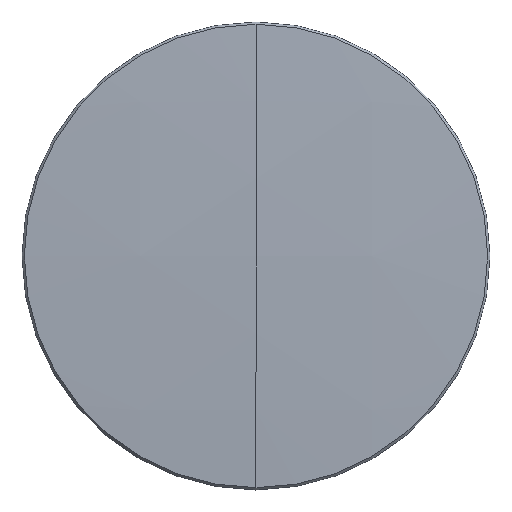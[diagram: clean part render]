
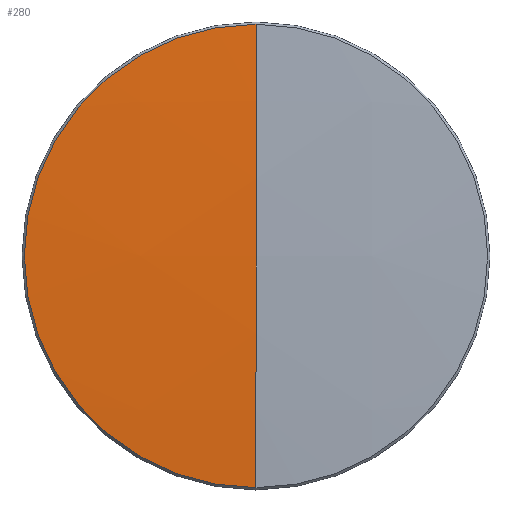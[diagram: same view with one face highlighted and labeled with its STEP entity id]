
A CAD part, top view. The second image highlights one B-rep face of the part: STEP entity #280.
In plain terms, the highlighted spherical face has radius 459.4 mm.
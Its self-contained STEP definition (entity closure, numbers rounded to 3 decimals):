
#6 = CIRCLE ( 'NONE', #348, 459.4 ) ;
#18 = DIRECTION ( 'NONE',  ( -1., 0., 0. ) ) ;
#25 = CARTESIAN_POINT ( 'NONE',  ( 0., 0., 1.511 ) ) ;
#27 = EDGE_CURVE ( 'NONE', #296, #78, #52, .T. ) ;
#31 = ORIENTED_EDGE ( 'NONE', *, *, #27, .T. ) ;
#39 = AXIS2_PLACEMENT_3D ( 'NONE', #47, #60, #323 ) ;
#43 = AXIS2_PLACEMENT_3D ( 'NONE', #87, #248, #230 ) ;
#47 = CARTESIAN_POINT ( 'NONE',  ( 0., 0., -457.2 ) ) ;
#52 = CIRCLE ( 'NONE', #43, 25.15 ) ;
#57 = VERTEX_POINT ( 'NONE', #223 ) ;
#60 = DIRECTION ( 'NONE',  ( -1., 0., 0. ) ) ;
#65 = CARTESIAN_POINT ( 'NONE',  ( -25.15, 0., 1.511 ) ) ;
#69 = CARTESIAN_POINT ( 'NONE',  ( 0., 0., -457.2 ) ) ;
#72 = AXIS2_PLACEMENT_3D ( 'NONE', #25, #353, #158 ) ;
#78 = VERTEX_POINT ( 'NONE', #65 ) ;
#87 = CARTESIAN_POINT ( 'NONE',  ( 0., 0., 1.511 ) ) ;
#97 = EDGE_LOOP ( 'NONE', ( #31, #222, #334, #343 ) ) ;
#103 = CIRCLE ( 'NONE', #72, 25.15 ) ;
#142 = EDGE_CURVE ( 'NONE', #78, #57, #103, .T. ) ;
#150 = CARTESIAN_POINT ( 'NONE',  ( 0., 0., 2.2 ) ) ;
#151 = DIRECTION ( 'NONE',  ( 0., 0., -1. ) ) ;
#158 = DIRECTION ( 'NONE',  ( -1., 0., 0. ) ) ;
#171 = CARTESIAN_POINT ( 'NONE',  ( 0., 25.15, 1.511 ) ) ;
#182 = CIRCLE ( 'NONE', #39, 459.4 ) ;
#197 = DIRECTION ( 'NONE',  ( 1., 0., 0. ) ) ;
#207 = FACE_OUTER_BOUND ( 'NONE', #97, .T. ) ;
#222 = ORIENTED_EDGE ( 'NONE', *, *, #142, .T. ) ;
#223 = CARTESIAN_POINT ( 'NONE',  ( 0., -25.15, 1.511 ) ) ;
#230 = DIRECTION ( 'NONE',  ( -1., 0., 0. ) ) ;
#232 = EDGE_CURVE ( 'NONE', #57, #304, #182, .T. ) ;
#239 = DIRECTION ( 'NONE',  ( 0., 1., 0. ) ) ;
#248 = DIRECTION ( 'NONE',  ( 0., 0., 1. ) ) ;
#280 = ADVANCED_FACE ( 'NONE', ( #207 ), #293, .T. ) ;
#291 = EDGE_CURVE ( 'NONE', #296, #304, #6, .T. ) ;
#293 = SPHERICAL_SURFACE ( 'NONE', #336, 459.4 ) ;
#296 = VERTEX_POINT ( 'NONE', #171 ) ;
#304 = VERTEX_POINT ( 'NONE', #150 ) ;
#323 = DIRECTION ( 'NONE',  ( 0., -1., 0. ) ) ;
#334 = ORIENTED_EDGE ( 'NONE', *, *, #232, .T. ) ;
#336 = AXIS2_PLACEMENT_3D ( 'NONE', #69, #18, #239 ) ;
#343 = ORIENTED_EDGE ( 'NONE', *, *, #291, .F. ) ;
#348 = AXIS2_PLACEMENT_3D ( 'NONE', #359, #197, #151 ) ;
#353 = DIRECTION ( 'NONE',  ( 0., 0., 1. ) ) ;
#359 = CARTESIAN_POINT ( 'NONE',  ( 0., 0., -457.2 ) ) ;
